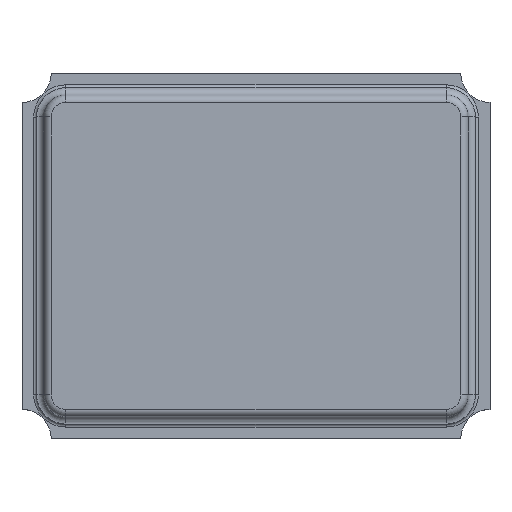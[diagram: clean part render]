
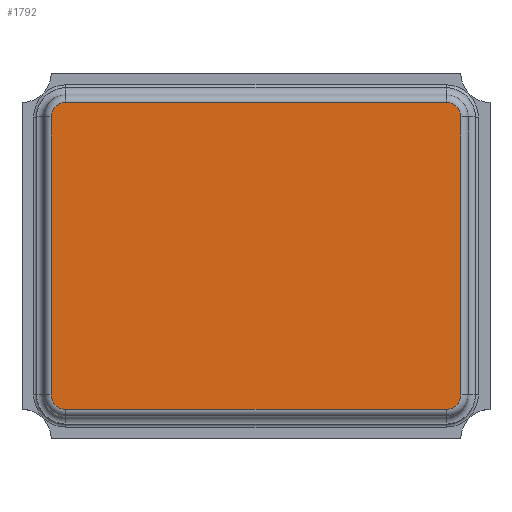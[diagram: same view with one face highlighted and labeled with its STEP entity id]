
A CAD part, top view. The second image highlights one B-rep face of the part: STEP entity #1792.
In plain terms, the highlighted planar face has unit normal (0, 0, 1).
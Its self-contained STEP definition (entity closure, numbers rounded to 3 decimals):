
#1 = CARTESIAN_POINT ( 'NONE',  ( -1.3, -0.95, 0.6 ) ) ;
#13 = DIRECTION ( 'NONE',  ( 0., 0., 1. ) ) ;
#35 = DIRECTION ( 'NONE',  ( 1., 0., 0. ) ) ;
#133 = VERTEX_POINT ( 'NONE', #2118 ) ;
#227 = VERTEX_POINT ( 'NONE', #662 ) ;
#283 = CARTESIAN_POINT ( 'NONE',  ( -1.3, 1.05, 0.6 ) ) ;
#293 = CIRCLE ( 'NONE', #2296, 0.1 ) ;
#385 = DIRECTION ( 'NONE',  ( 0., 0., 1. ) ) ;
#409 = VERTEX_POINT ( 'NONE', #3639 ) ;
#456 = CARTESIAN_POINT ( 'NONE',  ( -1.3, -0.95, 0.6 ) ) ;
#483 = PLANE ( 'NONE',  #3714 ) ;
#536 = LINE ( 'NONE', #1280, #3658 ) ;
#662 = CARTESIAN_POINT ( 'NONE',  ( 1.4, 0.95, 0.6 ) ) ;
#679 = ORIENTED_EDGE ( 'NONE', *, *, #3941, .T. ) ;
#714 = CARTESIAN_POINT ( 'NONE',  ( 1.3, 0.95, 0.6 ) ) ;
#766 = AXIS2_PLACEMENT_3D ( 'NONE', #714, #385, #1348 ) ;
#791 = VERTEX_POINT ( 'NONE', #3572 ) ;
#902 = VECTOR ( 'NONE', #1107, 1000. ) ;
#931 = ORIENTED_EDGE ( 'NONE', *, *, #1834, .T. ) ;
#1038 = VERTEX_POINT ( 'NONE', #1544 ) ;
#1046 = CARTESIAN_POINT ( 'NONE',  ( -1.3, 1.05, 0.6 ) ) ;
#1068 = FACE_OUTER_BOUND ( 'NONE', #3780, .T. ) ;
#1102 = AXIS2_PLACEMENT_3D ( 'NONE', #1918, #1962, #1899 ) ;
#1107 = DIRECTION ( 'NONE',  ( 0., 1., 0. ) ) ;
#1244 = ORIENTED_EDGE ( 'NONE', *, *, #2072, .T. ) ;
#1251 = EDGE_CURVE ( 'NONE', #227, #1312, #2921, .T. ) ;
#1280 = CARTESIAN_POINT ( 'NONE',  ( -1.4, -0.95, 0.6 ) ) ;
#1308 = AXIS2_PLACEMENT_3D ( 'NONE', #1872, #1732, #1720 ) ;
#1312 = VERTEX_POINT ( 'NONE', #2107 ) ;
#1348 = DIRECTION ( 'NONE',  ( 1., 0., 0. ) ) ;
#1392 = VERTEX_POINT ( 'NONE', #283 ) ;
#1507 = CIRCLE ( 'NONE', #1102, 0.1 ) ;
#1544 = CARTESIAN_POINT ( 'NONE',  ( 1.3, -1.05, 0.6 ) ) ;
#1602 = DIRECTION ( 'NONE',  ( 0., -1., 0. ) ) ;
#1720 = DIRECTION ( 'NONE',  ( 1., 0., 0. ) ) ;
#1732 = DIRECTION ( 'NONE',  ( 0., 0., 1. ) ) ;
#1758 = ORIENTED_EDGE ( 'NONE', *, *, #2720, .T. ) ;
#1792 = ADVANCED_FACE ( 'NONE', ( #1068 ), #483, .T. ) ;
#1834 = EDGE_CURVE ( 'NONE', #1038, #2803, #1507, .T. ) ;
#1845 = EDGE_CURVE ( 'NONE', #1392, #409, #3623, .T. ) ;
#1872 = CARTESIAN_POINT ( 'NONE',  ( -1.3, 0.95, 0.6 ) ) ;
#1899 = DIRECTION ( 'NONE',  ( 1., 0., 0. ) ) ;
#1918 = CARTESIAN_POINT ( 'NONE',  ( 1.3, -0.95, 0.6 ) ) ;
#1962 = DIRECTION ( 'NONE',  ( 0., 0., 1. ) ) ;
#2014 = ORIENTED_EDGE ( 'NONE', *, *, #1845, .T. ) ;
#2072 = EDGE_CURVE ( 'NONE', #791, #133, #293, .T. ) ;
#2094 = CARTESIAN_POINT ( 'NONE',  ( 1.4, -0.95, 0.6 ) ) ;
#2107 = CARTESIAN_POINT ( 'NONE',  ( 1.3, 1.05, 0.6 ) ) ;
#2118 = CARTESIAN_POINT ( 'NONE',  ( -1.3, -1.05, 0.6 ) ) ;
#2296 = AXIS2_PLACEMENT_3D ( 'NONE', #456, #3043, #3793 ) ;
#2645 = CARTESIAN_POINT ( 'NONE',  ( 1.4, 0.95, 0.6 ) ) ;
#2661 = LINE ( 'NONE', #2645, #902 ) ;
#2720 = EDGE_CURVE ( 'NONE', #1312, #1392, #3128, .T. ) ;
#2803 = VERTEX_POINT ( 'NONE', #2094 ) ;
#2921 = CIRCLE ( 'NONE', #766, 0.1 ) ;
#2925 = VECTOR ( 'NONE', #3790, 1000. ) ;
#2973 = EDGE_CURVE ( 'NONE', #133, #1038, #3757, .T. ) ;
#3001 = EDGE_CURVE ( 'NONE', #409, #791, #536, .T. ) ;
#3043 = DIRECTION ( 'NONE',  ( 0., 0., 1. ) ) ;
#3128 = LINE ( 'NONE', #1046, #3852 ) ;
#3198 = ORIENTED_EDGE ( 'NONE', *, *, #1251, .T. ) ;
#3239 = DIRECTION ( 'NONE',  ( -1., 0., 0. ) ) ;
#3479 = CARTESIAN_POINT ( 'NONE',  ( 1.3, -1.05, 0.6 ) ) ;
#3551 = ORIENTED_EDGE ( 'NONE', *, *, #2973, .T. ) ;
#3572 = CARTESIAN_POINT ( 'NONE',  ( -1.4, -0.95, 0.6 ) ) ;
#3623 = CIRCLE ( 'NONE', #1308, 0.1 ) ;
#3639 = CARTESIAN_POINT ( 'NONE',  ( -1.4, 0.95, 0.6 ) ) ;
#3658 = VECTOR ( 'NONE', #1602, 1000. ) ;
#3672 = ORIENTED_EDGE ( 'NONE', *, *, #3001, .T. ) ;
#3714 = AXIS2_PLACEMENT_3D ( 'NONE', #1, #13, #35 ) ;
#3757 = LINE ( 'NONE', #3479, #2925 ) ;
#3780 = EDGE_LOOP ( 'NONE', ( #2014, #3672, #1244, #3551, #931, #679, #3198, #1758 ) ) ;
#3790 = DIRECTION ( 'NONE',  ( 1., 0., 0. ) ) ;
#3793 = DIRECTION ( 'NONE',  ( 1., 0., 0. ) ) ;
#3852 = VECTOR ( 'NONE', #3239, 1000. ) ;
#3941 = EDGE_CURVE ( 'NONE', #2803, #227, #2661, .T. ) ;
